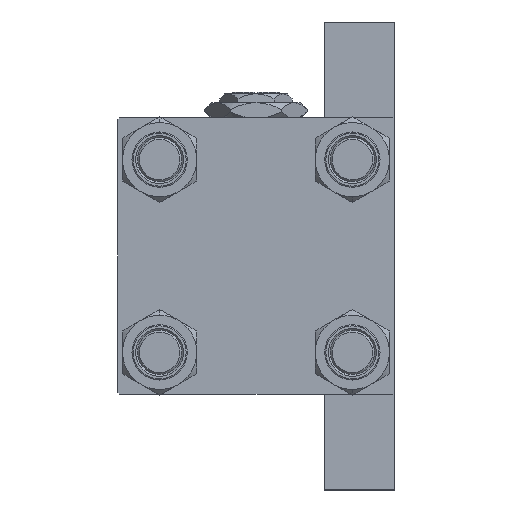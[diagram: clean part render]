
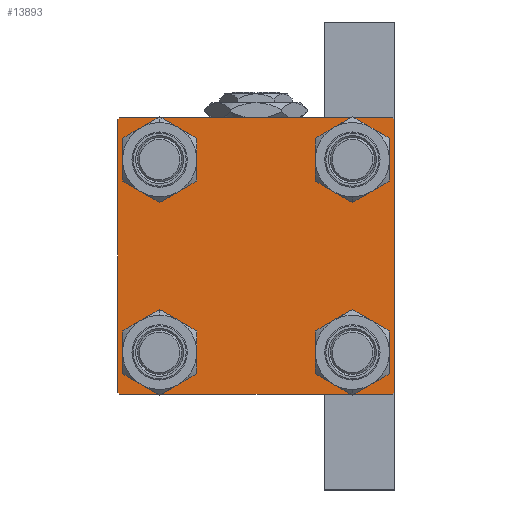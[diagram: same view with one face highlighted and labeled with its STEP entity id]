
A CAD part, left-side view. The second image highlights one B-rep face of the part: STEP entity #13893.
In plain terms, the highlighted planar face has unit normal (-1, 0, 0).
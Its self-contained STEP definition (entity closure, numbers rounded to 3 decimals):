
#36 = EDGE_CURVE ( 'NONE', #8308, #3734, #47613, .T. ) ;
#234 = CARTESIAN_POINT ( 'NONE',  ( 0., 37., 37.5 ) ) ;
#261 = CARTESIAN_POINT ( 'NONE',  ( 0., 37.5, -37. ) ) ;
#380 = LINE ( 'NONE', #28579, #19793 ) ;
#881 = CARTESIAN_POINT ( 'NONE',  ( 0., -37.5, 37.5 ) ) ;
#1123 = EDGE_LOOP ( 'NONE', ( #20258, #10770 ) ) ;
#1379 = VERTEX_POINT ( 'NONE', #234 ) ;
#1433 = EDGE_CURVE ( 'NONE', #27759, #45806, #4280, .T. ) ;
#1656 = CARTESIAN_POINT ( 'NONE',  ( 0., 26.15, 19.65 ) ) ;
#1847 = DIRECTION ( 'NONE',  ( 1., 0., 0. ) ) ;
#2412 = DIRECTION ( 'NONE',  ( 1., 0., 0. ) ) ;
#2792 = EDGE_CURVE ( 'NONE', #45806, #27759, #18429, .T. ) ;
#3734 = VERTEX_POINT ( 'NONE', #1656 ) ;
#3796 = VECTOR ( 'NONE', #14278, 1000. ) ;
#3901 = EDGE_CURVE ( 'NONE', #3734, #8308, #25360, .T. ) ;
#4097 = FACE_OUTER_BOUND ( 'NONE', #31224, .T. ) ;
#4138 = AXIS2_PLACEMENT_3D ( 'NONE', #41422, #6071, #21715 ) ;
#4280 = CIRCLE ( 'NONE', #32914, 6.5 ) ;
#4570 = ORIENTED_EDGE ( 'NONE', *, *, #39463, .F. ) ;
#4679 = LINE ( 'NONE', #12630, #32739 ) ;
#4729 = EDGE_LOOP ( 'NONE', ( #37634, #49652 ) ) ;
#4844 = CARTESIAN_POINT ( 'NONE',  ( 0., -26.15, -26.15 ) ) ;
#4965 = EDGE_CURVE ( 'NONE', #7189, #43289, #19669, .T. ) ;
#5094 = DIRECTION ( 'NONE',  ( 0., 0., 1. ) ) ;
#5134 = CARTESIAN_POINT ( 'NONE',  ( 0., -37.5, 37. ) ) ;
#5484 = LINE ( 'NONE', #32886, #32107 ) ;
#5883 = LINE ( 'NONE', #40497, #7743 ) ;
#6071 = DIRECTION ( 'NONE',  ( 1., 0., 0. ) ) ;
#6798 = CARTESIAN_POINT ( 'NONE',  ( 0., 26.15, -32.65 ) ) ;
#7189 = VERTEX_POINT ( 'NONE', #261 ) ;
#7458 = CARTESIAN_POINT ( 'NONE',  ( 0., -26.15, -19.65 ) ) ;
#7681 = FACE_BOUND ( 'NONE', #28160, .T. ) ;
#7743 = VECTOR ( 'NONE', #29472, 1000. ) ;
#8043 = DIRECTION ( 'NONE',  ( 0., 0., 1. ) ) ;
#8308 = VERTEX_POINT ( 'NONE', #22776 ) ;
#9796 = CARTESIAN_POINT ( 'NONE',  ( 0., 26.15, 26.15 ) ) ;
#10067 = EDGE_CURVE ( 'NONE', #20085, #11917, #42602, .T. ) ;
#10732 = ORIENTED_EDGE ( 'NONE', *, *, #22333, .T. ) ;
#10770 = ORIENTED_EDGE ( 'NONE', *, *, #2792, .T. ) ;
#10789 = ORIENTED_EDGE ( 'NONE', *, *, #28985, .T. ) ;
#11917 = VERTEX_POINT ( 'NONE', #21313 ) ;
#11929 = VERTEX_POINT ( 'NONE', #45102 ) ;
#12165 = DIRECTION ( 'NONE',  ( 1., 0., 0. ) ) ;
#12630 = CARTESIAN_POINT ( 'NONE',  ( 0., -37.25, 37.25 ) ) ;
#12694 = LINE ( 'NONE', #881, #18949 ) ;
#13065 = AXIS2_PLACEMENT_3D ( 'NONE', #25764, #21407, #26015 ) ;
#13893 = ADVANCED_FACE ( 'NONE', ( #7681, #46867, #39199, #47129, #4097 ), #27681, .T. ) ;
#14278 = DIRECTION ( 'NONE',  ( 0., 0., -1. ) ) ;
#14292 = LINE ( 'NONE', #37838, #27513 ) ;
#14602 = VECTOR ( 'NONE', #24012, 1000. ) ;
#14921 = AXIS2_PLACEMENT_3D ( 'NONE', #47248, #12165, #27803 ) ;
#16139 = DIRECTION ( 'NONE',  ( 1., 0., 0. ) ) ;
#17233 = EDGE_CURVE ( 'NONE', #11917, #20085, #18183, .T. ) ;
#17557 = VERTEX_POINT ( 'NONE', #17722 ) ;
#17722 = CARTESIAN_POINT ( 'NONE',  ( 0., 37.5, 37. ) ) ;
#18183 = CIRCLE ( 'NONE', #14921, 6.5 ) ;
#18429 = CIRCLE ( 'NONE', #38011, 6.5 ) ;
#18949 = VECTOR ( 'NONE', #43933, 1000. ) ;
#19669 = LINE ( 'NONE', #46790, #14602 ) ;
#19793 = VECTOR ( 'NONE', #43166, 1000. ) ;
#20026 = VERTEX_POINT ( 'NONE', #28138 ) ;
#20085 = VERTEX_POINT ( 'NONE', #6798 ) ;
#20258 = ORIENTED_EDGE ( 'NONE', *, *, #1433, .T. ) ;
#21313 = CARTESIAN_POINT ( 'NONE',  ( 0., 26.15, -19.65 ) ) ;
#21407 = DIRECTION ( 'NONE',  ( 1., 0., 0. ) ) ;
#21715 = DIRECTION ( 'NONE',  ( 0., 0., 1. ) ) ;
#21926 = ORIENTED_EDGE ( 'NONE', *, *, #45266, .T. ) ;
#22199 = ORIENTED_EDGE ( 'NONE', *, *, #3901, .T. ) ;
#22333 = EDGE_CURVE ( 'NONE', #1379, #17557, #5883, .T. ) ;
#22776 = CARTESIAN_POINT ( 'NONE',  ( 0., 26.15, 32.65 ) ) ;
#23324 = VERTEX_POINT ( 'NONE', #23379 ) ;
#23379 = CARTESIAN_POINT ( 'NONE',  ( 0., -37., -37.5 ) ) ;
#24012 = DIRECTION ( 'NONE',  ( 0., -0.707, -0.707 ) ) ;
#24462 = DIRECTION ( 'NONE',  ( 0., -0.707, 0.707 ) ) ;
#24491 = CARTESIAN_POINT ( 'NONE',  ( 0., -26.15, -26.15 ) ) ;
#25352 = EDGE_CURVE ( 'NONE', #43289, #23324, #14292, .T. ) ;
#25360 = CIRCLE ( 'NONE', #13065, 6.5 ) ;
#25439 = DIRECTION ( 'NONE',  ( 0., 0., 1. ) ) ;
#25667 = CIRCLE ( 'NONE', #36293, 6.5 ) ;
#25764 = CARTESIAN_POINT ( 'NONE',  ( 0., 26.15, 26.15 ) ) ;
#26006 = DIRECTION ( 'NONE',  ( 0., 0., 1. ) ) ;
#26015 = DIRECTION ( 'NONE',  ( 0., 0., 1. ) ) ;
#26060 = LINE ( 'NONE', #49341, #3796 ) ;
#26381 = AXIS2_PLACEMENT_3D ( 'NONE', #39451, #42523, #26910 ) ;
#26627 = CARTESIAN_POINT ( 'NONE',  ( 0., 37., -37.5 ) ) ;
#26910 = DIRECTION ( 'NONE',  ( 0., 0., 1. ) ) ;
#27513 = VECTOR ( 'NONE', #42188, 1000. ) ;
#27681 = PLANE ( 'NONE',  #26381 ) ;
#27759 = VERTEX_POINT ( 'NONE', #7458 ) ;
#27803 = DIRECTION ( 'NONE',  ( 0., 0., 1. ) ) ;
#28012 = AXIS2_PLACEMENT_3D ( 'NONE', #9796, #1847, #25439 ) ;
#28138 = CARTESIAN_POINT ( 'NONE',  ( 0., -37.5, -37. ) ) ;
#28160 = EDGE_LOOP ( 'NONE', ( #30419, #45044 ) ) ;
#28579 = CARTESIAN_POINT ( 'NONE',  ( 0., 37.5, 37.5 ) ) ;
#28985 = EDGE_CURVE ( 'NONE', #17557, #7189, #26060, .T. ) ;
#29249 = VERTEX_POINT ( 'NONE', #30337 ) ;
#29472 = DIRECTION ( 'NONE',  ( 0., 0.707, -0.707 ) ) ;
#29487 = VERTEX_POINT ( 'NONE', #43635 ) ;
#30337 = CARTESIAN_POINT ( 'NONE',  ( 0., -37., 37.5 ) ) ;
#30419 = ORIENTED_EDGE ( 'NONE', *, *, #49145, .T. ) ;
#31224 = EDGE_LOOP ( 'NONE', ( #10789, #38547, #43038, #21926, #32762, #41174, #4570, #10732 ) ) ;
#31408 = AXIS2_PLACEMENT_3D ( 'NONE', #35201, #43131, #8043 ) ;
#31459 = EDGE_LOOP ( 'NONE', ( #49664, #22199 ) ) ;
#32107 = VECTOR ( 'NONE', #24462, 1000. ) ;
#32739 = VECTOR ( 'NONE', #36924, 1000. ) ;
#32762 = ORIENTED_EDGE ( 'NONE', *, *, #39398, .F. ) ;
#32886 = CARTESIAN_POINT ( 'NONE',  ( 0., -37.25, -37.25 ) ) ;
#32914 = AXIS2_PLACEMENT_3D ( 'NONE', #4844, #16139, #5094 ) ;
#33168 = CARTESIAN_POINT ( 'NONE',  ( 0., -26.15, 26.15 ) ) ;
#35201 = CARTESIAN_POINT ( 'NONE',  ( 0., -26.15, 26.15 ) ) ;
#35769 = DIRECTION ( 'NONE',  ( 1., 0., 0. ) ) ;
#36141 = EDGE_CURVE ( 'NONE', #43004, #29249, #4679, .T. ) ;
#36293 = AXIS2_PLACEMENT_3D ( 'NONE', #33168, #2412, #26006 ) ;
#36924 = DIRECTION ( 'NONE',  ( 0., 0.707, 0.707 ) ) ;
#37634 = ORIENTED_EDGE ( 'NONE', *, *, #17233, .T. ) ;
#37838 = CARTESIAN_POINT ( 'NONE',  ( 0., 37.5, -37.5 ) ) ;
#38011 = AXIS2_PLACEMENT_3D ( 'NONE', #24491, #35769, #40367 ) ;
#38547 = ORIENTED_EDGE ( 'NONE', *, *, #4965, .T. ) ;
#39199 = FACE_BOUND ( 'NONE', #4729, .T. ) ;
#39398 = EDGE_CURVE ( 'NONE', #43004, #20026, #12694, .T. ) ;
#39451 = CARTESIAN_POINT ( 'NONE',  ( 0., 0., 0. ) ) ;
#39463 = EDGE_CURVE ( 'NONE', #1379, #29249, #380, .T. ) ;
#40367 = DIRECTION ( 'NONE',  ( 0., 0., 1. ) ) ;
#40497 = CARTESIAN_POINT ( 'NONE',  ( 0., 37.25, 37.25 ) ) ;
#41174 = ORIENTED_EDGE ( 'NONE', *, *, #36141, .T. ) ;
#41422 = CARTESIAN_POINT ( 'NONE',  ( 0., 26.15, -26.15 ) ) ;
#42188 = DIRECTION ( 'NONE',  ( 0., -1., 0. ) ) ;
#42523 = DIRECTION ( 'NONE',  ( -1., 0., 0. ) ) ;
#42602 = CIRCLE ( 'NONE', #4138, 6.5 ) ;
#43004 = VERTEX_POINT ( 'NONE', #5134 ) ;
#43038 = ORIENTED_EDGE ( 'NONE', *, *, #25352, .T. ) ;
#43131 = DIRECTION ( 'NONE',  ( 1., 0., 0. ) ) ;
#43166 = DIRECTION ( 'NONE',  ( 0., -1., 0. ) ) ;
#43289 = VERTEX_POINT ( 'NONE', #26627 ) ;
#43635 = CARTESIAN_POINT ( 'NONE',  ( 0., -26.15, 32.65 ) ) ;
#43933 = DIRECTION ( 'NONE',  ( 0., 0., -1. ) ) ;
#45044 = ORIENTED_EDGE ( 'NONE', *, *, #48184, .T. ) ;
#45102 = CARTESIAN_POINT ( 'NONE',  ( 0., -26.15, 19.65 ) ) ;
#45266 = EDGE_CURVE ( 'NONE', #23324, #20026, #5484, .T. ) ;
#45806 = VERTEX_POINT ( 'NONE', #46878 ) ;
#46790 = CARTESIAN_POINT ( 'NONE',  ( 0., 37.25, -37.25 ) ) ;
#46867 = FACE_BOUND ( 'NONE', #1123, .T. ) ;
#46878 = CARTESIAN_POINT ( 'NONE',  ( 0., -26.15, -32.65 ) ) ;
#46921 = CIRCLE ( 'NONE', #31408, 6.5 ) ;
#47129 = FACE_BOUND ( 'NONE', #31459, .T. ) ;
#47248 = CARTESIAN_POINT ( 'NONE',  ( 0., 26.15, -26.15 ) ) ;
#47613 = CIRCLE ( 'NONE', #28012, 6.5 ) ;
#48184 = EDGE_CURVE ( 'NONE', #11929, #29487, #25667, .T. ) ;
#49145 = EDGE_CURVE ( 'NONE', #29487, #11929, #46921, .T. ) ;
#49341 = CARTESIAN_POINT ( 'NONE',  ( 0., 37.5, 37.5 ) ) ;
#49652 = ORIENTED_EDGE ( 'NONE', *, *, #10067, .T. ) ;
#49664 = ORIENTED_EDGE ( 'NONE', *, *, #36, .T. ) ;
